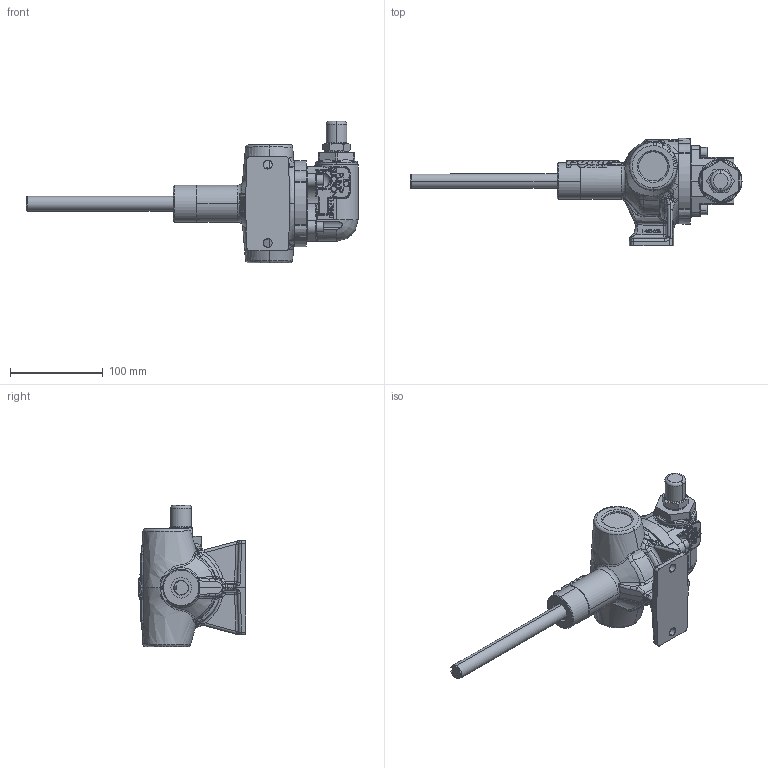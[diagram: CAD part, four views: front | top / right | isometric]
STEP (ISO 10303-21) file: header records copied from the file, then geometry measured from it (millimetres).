
FILE_DESCRIPTION (( 'STEP AP214' ), '1' );
FILE_NAME ('G32.STEP', '2016-11-30T17:55:28', ( '' ), ( '' ), 'SwSTEP 2.0', 'SolidWorks 2016', '' );
FILE_SCHEMA (( 'AUTOMOTIVE_DESIGN' ));
Length unit declared in the file: inch
Products named in the file (2): G32
Bounding box: 357.81 x 116.28 x 152.32 mm (x, y, z)
Volume: 915963.1 mm3; surface area: 98163 mm2
Topology: 1 solids, 1 shells, 1455 faces, 3743 edges, 2354 vertices
Faces by surface type: plane 558, bspline 542, cylinder 232, cone 69, torus 28, sphere 26
Entity records: 76162 total; most frequent: CARTESIAN_POINT 40653, ORIENTED_EDGE 7438, DIRECTION 4883, EDGE_CURVE 3719, VERTEX_POINT 2353, LINE 1675, VECTOR 1675, AXIS2_PLACEMENT_3D 1604
